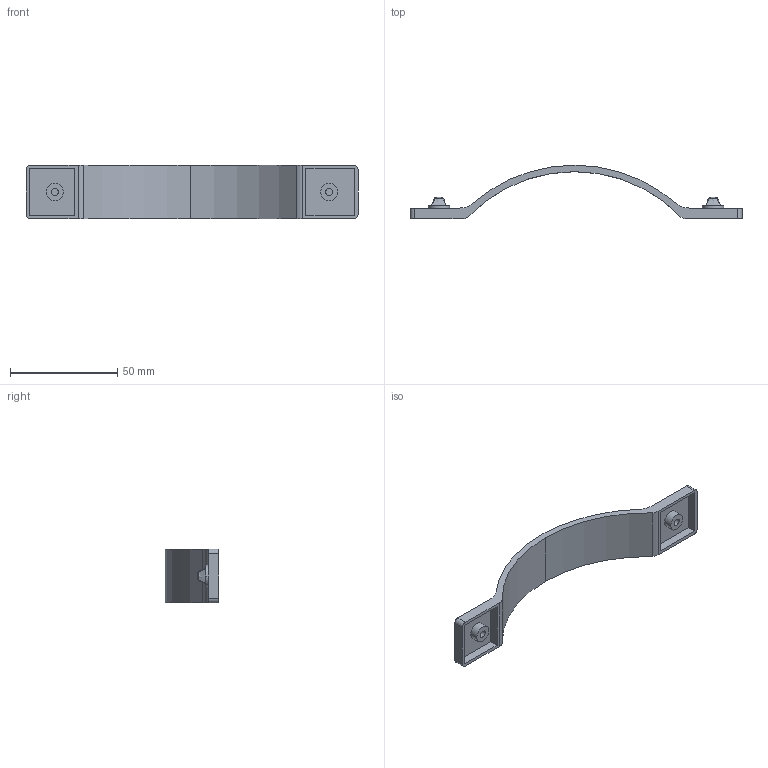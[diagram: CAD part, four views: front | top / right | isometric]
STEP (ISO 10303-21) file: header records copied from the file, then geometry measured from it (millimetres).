
FILE_DESCRIPTION (( 'STEP AP214' ), '1' );
FILE_NAME ('F003252,F003253_3D.step', '2022-08-15T13:06:00', ( '' ), ( '' ), 'SwSTEP 2.0', 'SolidWorks 2020', '' );
FILE_SCHEMA (( 'AUTOMOTIVE_DESIGN' ));
Length unit declared in the file: millimetre
Products named in the file (1): F003252,F003253_3D
Bounding box: 155 x 25 x 25 mm (x, y, z)
Volume: 12078.5 mm3; surface area: 10910.8 mm2
Topology: 1 solids, 1 shells, 67 faces, 157 edges, 102 vertices
Faces by surface type: plane 27, cylinder 24, bspline 16
Entity records: 3362 total; most frequent: CARTESIAN_POINT 1099, ORIENTED_EDGE 314, DIRECTION 285, EDGE_CURVE 157, VERTEX_POINT 102, AXIS2_PLACEMENT_3D 100, LINE 85, VECTOR 85
